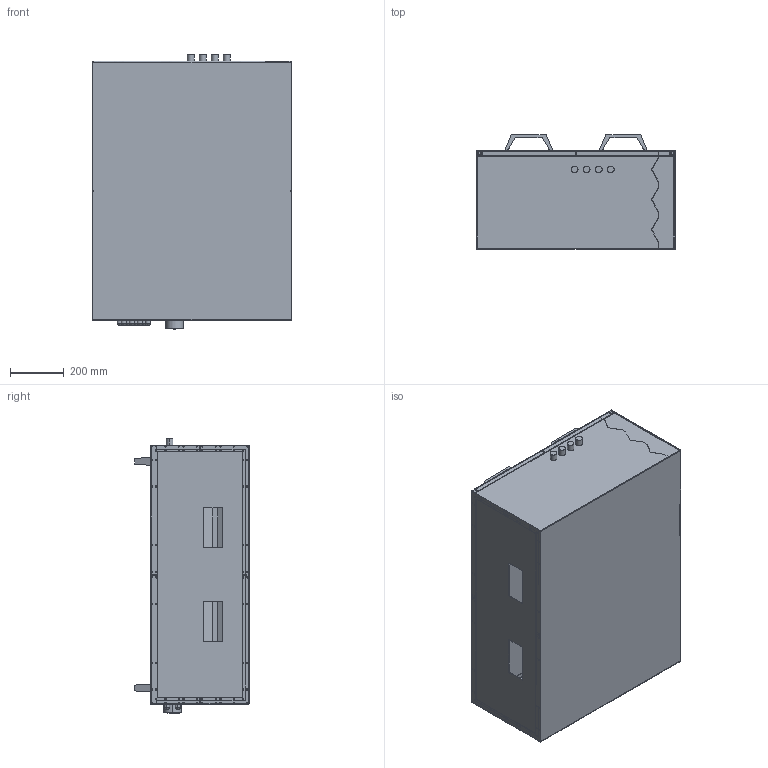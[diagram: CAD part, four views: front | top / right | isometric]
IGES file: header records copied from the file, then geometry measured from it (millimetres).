
Start section: SolidWorks IGES file using analytic representation for surfaces
Global section: file name: KFD 9030.IGS; native system: SolidWorks 2009; preprocessor: SolidWorks 2009; author: WS-KO; date: 091123.151336; units: millimetre
Bounding box: 744 x 427 x 1027 mm (x, y, z)
Surface area: 5683780.8 mm2 (no closed solid volume)
Topology: 0 solids, 0 shells, 1039 faces, 14492 edges, 14476 vertices
Faces by surface type: bspline 655, revolution 384
